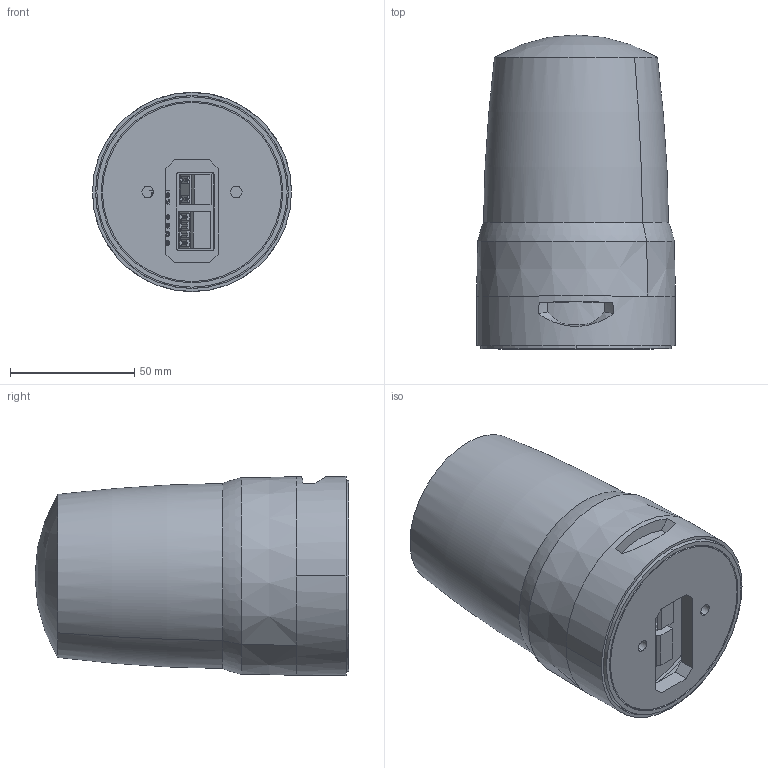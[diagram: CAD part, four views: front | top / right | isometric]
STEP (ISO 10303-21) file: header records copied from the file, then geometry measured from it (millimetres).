
FILE_DESCRIPTION (( 'STEP AP203' ), '1' );
FILE_NAME ('SL08-M1KTB-B.step', '2025-02-24T17:17:45', ( '' ), ( '' ), 'SwSTEP 2.0', 'SolidWorks 2024', '' );
FILE_SCHEMA (( 'CONFIG_CONTROL_DESIGN' ));
Length unit declared in the file: millimetre
Products named in the file (1): SL08-M1KTB-B
Bounding box: 80 x 126.2 x 80 mm (x, y, z)
Volume: 488157.7 mm3; surface area: 54624.8 mm2
Topology: 2 solids, 2 shells, 635 faces, 1736 edges, 1154 vertices
Faces by surface type: plane 370, bspline 215, cylinder 32, cone 13, torus 4, sphere 1
Entity records: 27909 total; most frequent: CARTESIAN_POINT 13317, ORIENTED_EDGE 3466, DIRECTION 2187, EDGE_CURVE 1733, VECTOR 1171, LINE 1171, VERTEX_POINT 1152, EDGE_LOOP 691
